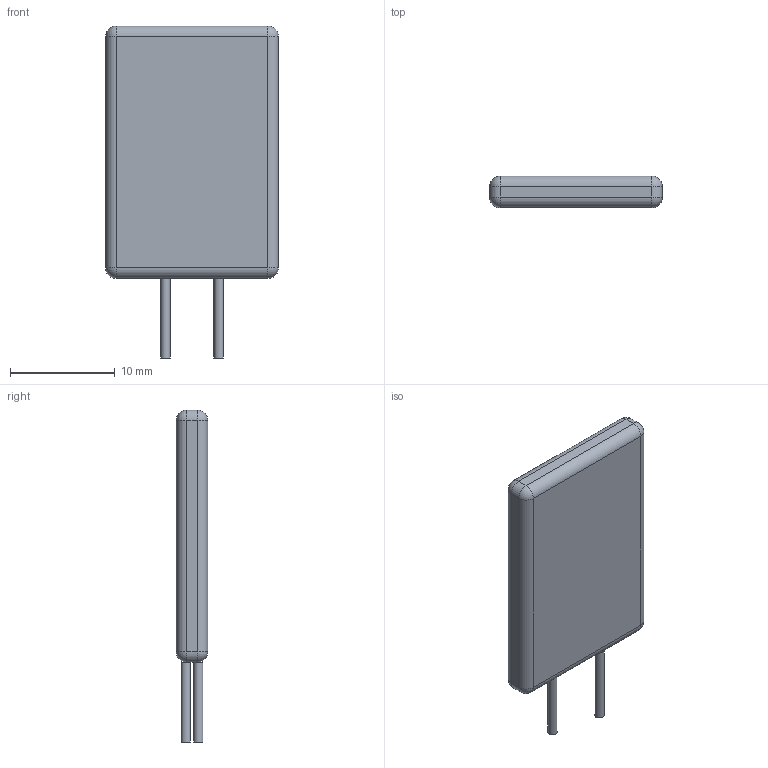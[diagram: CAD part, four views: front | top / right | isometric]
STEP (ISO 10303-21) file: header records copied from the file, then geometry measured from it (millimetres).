
FILE_DESCRIPTION(('FreeCAD Model'),'2;1');
FILE_NAME('RG10A-16.step', '2018-07-03T12:44:12',('kicad StepUp'),('ksu MCAD'), 'Open CASCADE STEP processor 6.8','FreeCAD','Unknown');
FILE_SCHEMA(('AUTOMOTIVE_DESIGN_CC2 { 1 2 10303 214 -1 1 5 4 }'));
Length unit declared in the file: millimetre
Products named in the file (1): RG10A-16
Bounding box: 16.5 x 3 x 31.7 mm (x, y, z)
Volume: 1166.5 mm3; surface area: 1008.4 mm2
Topology: 3 solids, 3 shells, 32 faces, 62 edges, 28 vertices
Faces by surface type: cylinder 14, plane 10, sphere 8
Full cylindrical faces by diameter (mm): 0.9 x2
Entity records: 967 total; most frequent: DIRECTION 148, CARTESIAN_POINT 115, ORIENTED_EDGE 108, AXIS2_PLACEMENT_3D 61, EDGE_CURVE 54, ADVANCED_FACE 32, FACE_BOUND 32, EDGE_LOOP 32
